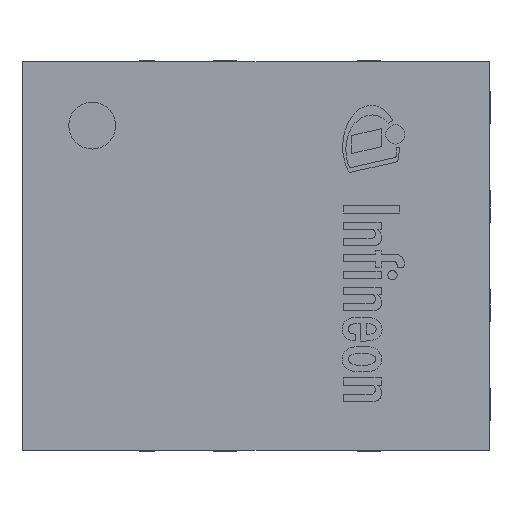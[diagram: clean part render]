
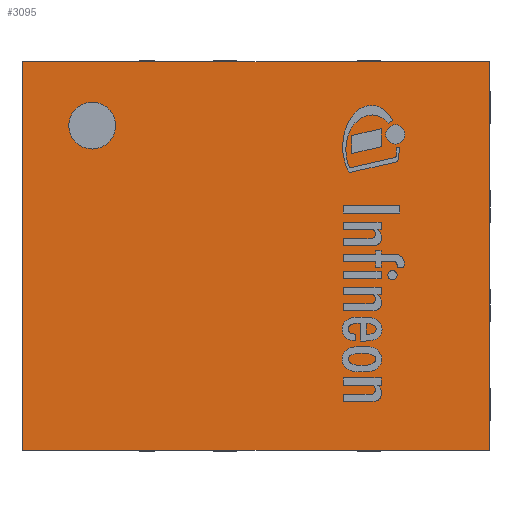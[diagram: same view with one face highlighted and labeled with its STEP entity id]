
A CAD part, top view. The second image highlights one B-rep face of the part: STEP entity #3095.
In plain terms, the highlighted planar face has unit normal (0, 0, 1).
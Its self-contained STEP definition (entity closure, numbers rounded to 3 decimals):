
#113=FACE_BOUND('',#480,.T.);
#122=PLANE('',#3309);
#289=FACE_OUTER_BOUND('',#479,.T.);
#479=EDGE_LOOP('',(#2222,#2223,#2224,#2225));
#480=EDGE_LOOP('',(#2226));
#672=LINE('',#4263,#1065);
#676=LINE('',#4270,#1069);
#679=LINE('',#4276,#1072);
#681=LINE('',#4279,#1074);
#1065=VECTOR('',#3499,1000.);
#1069=VECTOR('',#3505,1000.);
#1072=VECTOR('',#3510,1000.);
#1074=VECTOR('',#3514,1000.);
#1456=CIRCLE('',#3304,0.3);
#1468=VERTEX_POINT('',#4253);
#1471=VERTEX_POINT('',#4260);
#1472=VERTEX_POINT('',#4262);
#1474=VERTEX_POINT('',#4268);
#1476=VERTEX_POINT('',#4274);
#1763=EDGE_CURVE('',#1468,#1468,#1456,.T.);
#1766=EDGE_CURVE('',#1472,#1471,#672,.T.);
#1770=EDGE_CURVE('',#1471,#1474,#676,.T.);
#1773=EDGE_CURVE('',#1474,#1476,#679,.T.);
#1775=EDGE_CURVE('',#1476,#1472,#681,.T.);
#2222=ORIENTED_EDGE('',*,*,#1766,.T.);
#2223=ORIENTED_EDGE('',*,*,#1770,.T.);
#2224=ORIENTED_EDGE('',*,*,#1773,.T.);
#2225=ORIENTED_EDGE('',*,*,#1775,.T.);
#2226=ORIENTED_EDGE('',*,*,#1763,.F.);
#3095=ADVANCED_FACE('',(#289,#113),#122,.T.);
#3304=AXIS2_PLACEMENT_3D('',#4255,#3493,#3494);
#3309=AXIS2_PLACEMENT_3D('',#4280,#3515,#3516);
#3493=DIRECTION('center_axis',(0.,0.,1.));
#3494=DIRECTION('ref_axis',(0.,-1.,0.));
#3499=DIRECTION('',(1.,0.,0.));
#3505=DIRECTION('',(0.,1.,0.));
#3510=DIRECTION('',(-1.,0.,0.));
#3514=DIRECTION('',(0.,-1.,0.));
#3515=DIRECTION('center_axis',(0.,0.,1.));
#3516=DIRECTION('ref_axis',(0.,-1.,0.));
#4253=CARTESIAN_POINT('',(-2.1,1.97,1.));
#4255=CARTESIAN_POINT('Origin',(-2.1,1.67,1.));
#4260=CARTESIAN_POINT('',(2.99,-2.49,1.));
#4262=CARTESIAN_POINT('',(-2.99,-2.49,1.));
#4263=CARTESIAN_POINT('',(2.99,-2.49,1.));
#4268=CARTESIAN_POINT('',(2.99,2.49,1.));
#4270=CARTESIAN_POINT('',(2.99,2.49,1.));
#4274=CARTESIAN_POINT('',(-2.99,2.49,1.));
#4276=CARTESIAN_POINT('',(2.99,2.49,1.));
#4279=CARTESIAN_POINT('',(-2.99,2.49,1.));
#4280=CARTESIAN_POINT('Origin',(0.,0.,1.));
